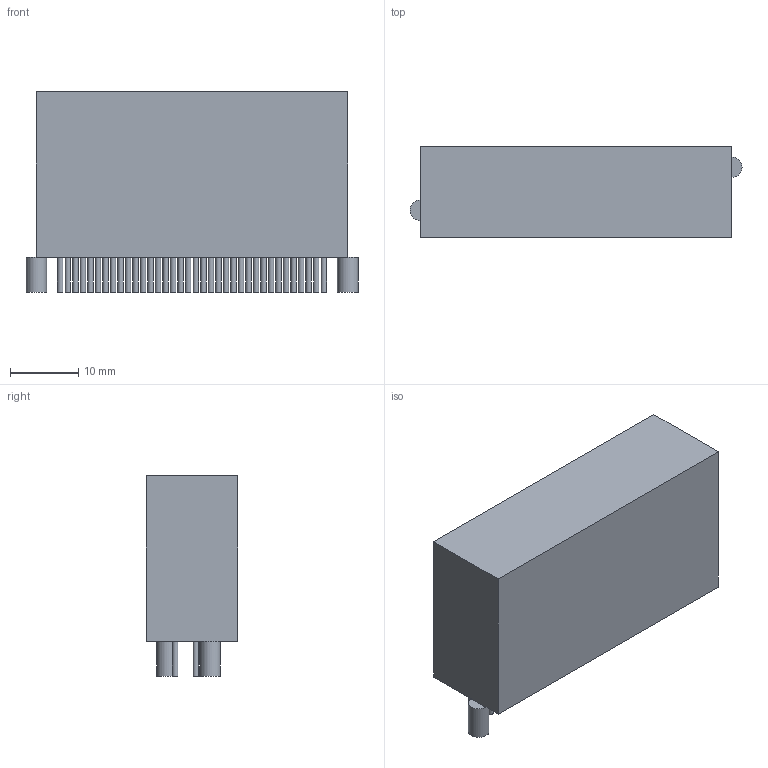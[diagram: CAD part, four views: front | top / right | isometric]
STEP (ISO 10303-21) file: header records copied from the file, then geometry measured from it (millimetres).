
FILE_DESCRIPTION(('FreeCAD Model'),'2;1');
FILE_NAME('494951.1.3.stp','2022-04-23T09:28:51',( 'Author'),(''),'Open CASCADE STEP processor 6.9','FreeCAD','Unknown' );
FILE_SCHEMA(('AUTOMOTIVE_DESIGN { 1 0 10303 214 1 1 1 1 }'));
Length unit declared in the file: millimetre
Products named in the file (3): ASSEMBLY; Body; Leads
Assembly tree (2 placements, depth 2):
  ASSEMBLY
    Body
    Leads
Bounding box: 48.5 x 13.3 x 29.3 mm (x, y, z)
Volume: 14809 mm3; surface area: 4678.3 mm2
Topology: 39 solids, 39 shells, 120 faces, 126 edges, 84 vertices
Faces by surface type: plane 82, cylinder 38
Full cylindrical faces by diameter (mm): 0.8 x36, 3 x2
Entity records: 4209 total; most frequent: DIRECTION 700, CARTESIAN_POINT 585, ORIENTED_EDGE 252, PCURVE 252, DEFINITIONAL_REPRESENTATION 252, LINE 226, VECTOR 226, AXIS2_PLACEMENT_3D 199
